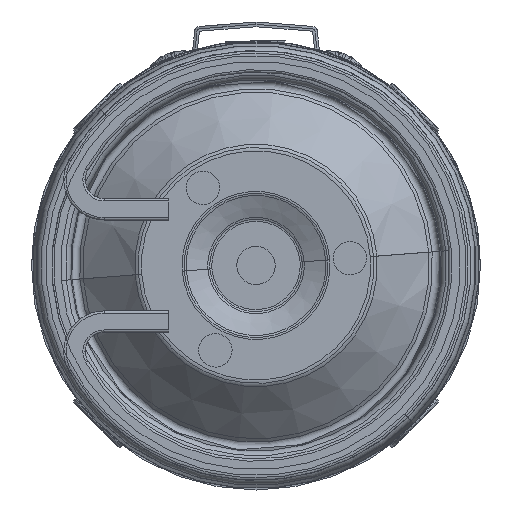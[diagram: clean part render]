
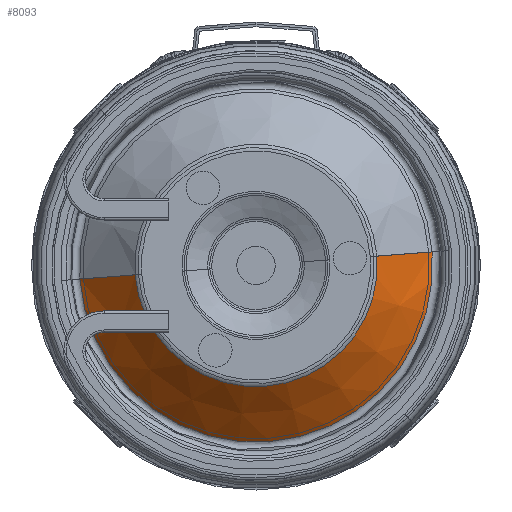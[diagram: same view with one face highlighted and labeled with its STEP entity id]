
A CAD part, front view. The second image highlights one B-rep face of the part: STEP entity #8093.
In plain terms, the highlighted conical face has half-angle 46.546 degrees and reference radius 25.375 mm.
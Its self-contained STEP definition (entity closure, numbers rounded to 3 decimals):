
#1728 = ORIENTED_EDGE ( 'NONE', *, *, #39293, .T. ) ;
#3131 = EDGE_CURVE ( 'NONE', #41235, #26634, #16525, .T. ) ;
#4553 = CARTESIAN_POINT ( 'NONE',  ( 0., 0.548, 0. ) ) ;
#5210 = CARTESIAN_POINT ( 'NONE',  ( 0., 0.548, 25.376 ) ) ;
#7165 = CARTESIAN_POINT ( 'NONE',  ( 0., 0.548, 0. ) ) ;
#8093 = ADVANCED_FACE ( 'NONE', ( #33058 ), #11669, .T. ) ;
#10853 = DIRECTION ( 'NONE',  ( 0., 1., 0. ) ) ;
#11669 = CONICAL_SURFACE ( 'NONE', #29743, 25.376, 0.812 ) ;
#12412 = DIRECTION ( 'NONE',  ( 0., 0.688, -0.726 ) ) ;
#16525 = CIRCLE ( 'NONE', #25601, 36.962 ) ;
#16858 = DIRECTION ( 'NONE',  ( 0., 1., 0. ) ) ;
#17671 = EDGE_CURVE ( 'NONE', #38679, #41235, #28326, .T. ) ;
#18404 = CIRCLE ( 'NONE', #20420, 25.376 ) ;
#18718 = CARTESIAN_POINT ( 'NONE',  ( 0., 0.548, 25.376 ) ) ;
#19440 = EDGE_LOOP ( 'NONE', ( #32562, #21167, #1728, #34296 ) ) ;
#20420 = AXIS2_PLACEMENT_3D ( 'NONE', #7165, #33668, #29367 ) ;
#20486 = CARTESIAN_POINT ( 'NONE',  ( 0., 11.526, -36.962 ) ) ;
#21167 = ORIENTED_EDGE ( 'NONE', *, *, #36132, .T. ) ;
#21698 = VECTOR ( 'NONE', #40406, 1000. ) ;
#24037 = DIRECTION ( 'NONE',  ( 0., 0., 1. ) ) ;
#24430 = VECTOR ( 'NONE', #12412, 1000. ) ;
#25601 = AXIS2_PLACEMENT_3D ( 'NONE', #29622, #16858, #26072 ) ;
#26072 = DIRECTION ( 'NONE',  ( 0., 0., 1. ) ) ;
#26634 = VERTEX_POINT ( 'NONE', #32697 ) ;
#28326 = LINE ( 'NONE', #41084, #24430 ) ;
#29367 = DIRECTION ( 'NONE',  ( 0., 0., 1. ) ) ;
#29622 = CARTESIAN_POINT ( 'NONE',  ( 0., 11.526, 0. ) ) ;
#29743 = AXIS2_PLACEMENT_3D ( 'NONE', #4553, #10853, #24037 ) ;
#30415 = CARTESIAN_POINT ( 'NONE',  ( 0., 0.548, -25.376 ) ) ;
#32562 = ORIENTED_EDGE ( 'NONE', *, *, #17671, .F. ) ;
#32697 = CARTESIAN_POINT ( 'NONE',  ( 0., 11.526, 36.962 ) ) ;
#33058 = FACE_OUTER_BOUND ( 'NONE', #19440, .T. ) ;
#33668 = DIRECTION ( 'NONE',  ( 0., 1., 0. ) ) ;
#34296 = ORIENTED_EDGE ( 'NONE', *, *, #3131, .F. ) ;
#36132 = EDGE_CURVE ( 'NONE', #38679, #38386, #18404, .T. ) ;
#37027 = LINE ( 'NONE', #5210, #21698 ) ;
#38386 = VERTEX_POINT ( 'NONE', #18718 ) ;
#38679 = VERTEX_POINT ( 'NONE', #30415 ) ;
#39293 = EDGE_CURVE ( 'NONE', #38386, #26634, #37027, .T. ) ;
#40406 = DIRECTION ( 'NONE',  ( 0., 0.688, 0.726 ) ) ;
#41084 = CARTESIAN_POINT ( 'NONE',  ( 0., 0.548, -25.376 ) ) ;
#41235 = VERTEX_POINT ( 'NONE', #20486 ) ;
